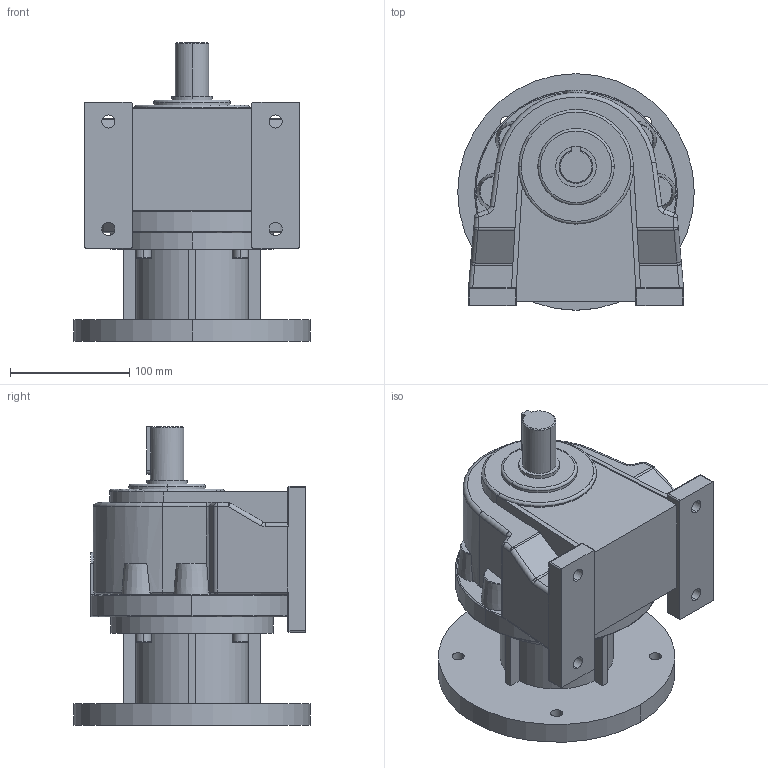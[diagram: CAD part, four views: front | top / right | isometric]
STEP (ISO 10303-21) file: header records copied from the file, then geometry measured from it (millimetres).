
FILE_DESCRIPTION (( 'STEP AP214' ), '1' );
FILE_NAME ('STP_28_750W 1HP_HO梓袧_1.step', '2020-05-15T06:55:23', ( 'IT Division' ), ( 'IT' ), 'SwSTEP 2.0', 'SolidWorks 2016', '' );
FILE_SCHEMA (( 'AUTOMOTIVE_DESIGN' ));
Length unit declared in the file: millimetre
Products named in the file (1): STP_28_750W 1HP_HO梓袧_1
Bounding box: 198 x 198 x 250 mm (x, y, z)
Volume: 3692300.7 mm3; surface area: 262368.2 mm2
Topology: 2 solids, 2 shells, 256 faces, 638 edges, 394 vertices
Faces by surface type: plane 106, cylinder 97, torus 33, sphere 13, cone 5, bspline 2
Entity records: 8185 total; most frequent: CARTESIAN_POINT 1737, DIRECTION 1339, ORIENTED_EDGE 1260, EDGE_CURVE 630, AXIS2_PLACEMENT_3D 507, VERTEX_POINT 394, LINE 325, VECTOR 325
